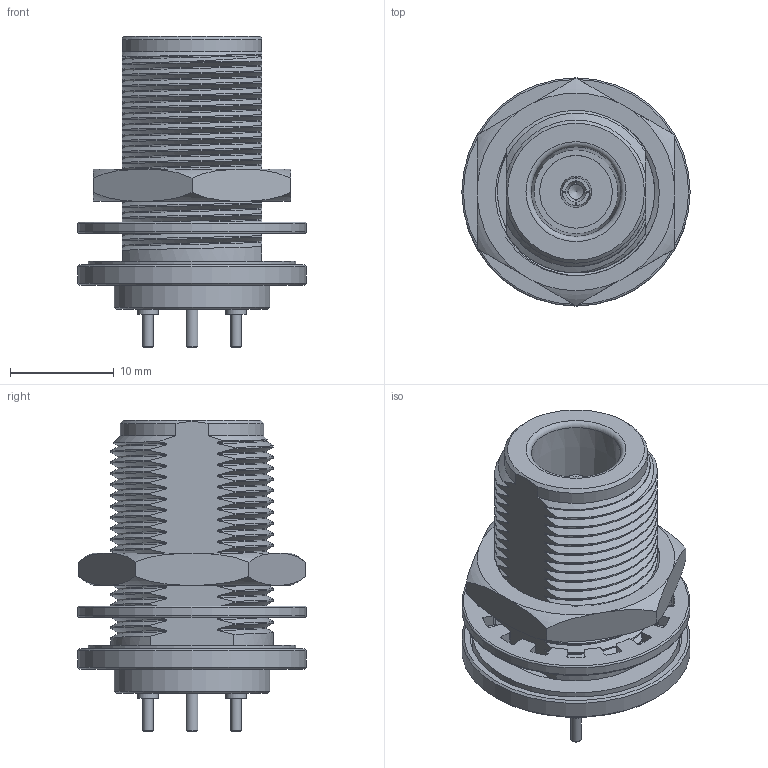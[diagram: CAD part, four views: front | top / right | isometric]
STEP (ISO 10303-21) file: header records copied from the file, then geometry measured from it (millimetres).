
FILE_DESCRIPTION(/* description */ ('Unknown'),/* implementation_level */ '2;1');
FILE_NAME(/* name */ '60412052241504',/* time_stamp */ '2022-05-16T09:42:56+02:00',/* author */ ('Unknown'),/* organization */ ('Unknown'),/* preprocessor_version */ 'ST-DEVELOPER v16.7',/* originating_system */ 'Solid Edge',/* authorisation */ 'Unknown');
FILE_SCHEMA (('AUTOMOTIVE_DESIGN {1 0 10303 214 3 1 1}'));
Products named in the file (10): 60412052241504; 60412052241504_Packaging; 60412052241504_Housing; 604120x224150x_Leg; 604120x224150x_Insulator; 604120x224150x_LockRing; 604120x224150x_SignalPin; 6041x0x224150x_Washer; 6041x0x224150x_Nut; 6041x05224150x_Gasket
Assembly tree (12 placements, depth 3):
  60412052241504
    60412052241504_Packaging
      60412052241504_Housing
      604120x224150x_Leg  x4
      604120x224150x_Insulator
      604120x224150x_LockRing
      604120x224150x_SignalPin
    6041x0x224150x_Washer
    6041x0x224150x_Nut
    6041x05224150x_Gasket
Bounding box: 22 x 22 x 30 mm (x, y, z)
Volume: 4755.9 mm3; surface area: 6150.9 mm2
Topology: 11 solids, 11 shells, 2474 faces, 5262 edges, 2841 vertices
Faces by surface type: bspline 1674, cylinder 638, plane 105, cone 42, torus 15
Full cylindrical faces by diameter (mm): 1.02 x12, 1.14 x1, 1.16 x8, 1.55 x1, 2 x4, 2.1 x2, 3 x3, 7 x4, 8.48 x1, 10 x4, 15 x1, 15.9 x1, 16 x1, 20 x1, 20.5 x1, 22 x2
Entity records: 120198 total; most frequent: CARTESIAN_POINT 85693, ORIENTED_EDGE 10274, EDGE_CURVE 5137, VERTEX_POINT 2792, DIRECTION 2765, B_SPLINE_CURVE_WITH_KNOTS 2562, FACE_BOUND 2533, EDGE_LOOP 2532
